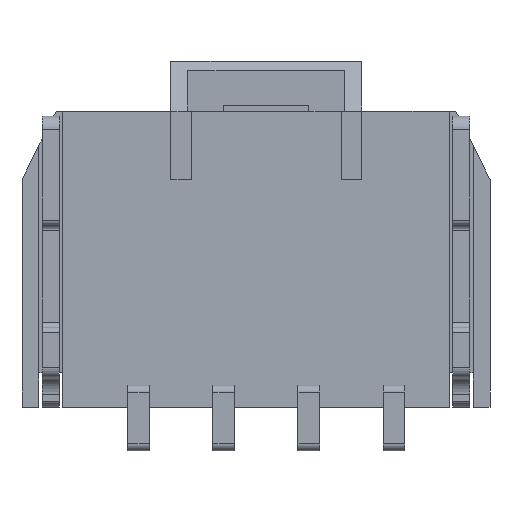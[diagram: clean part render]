
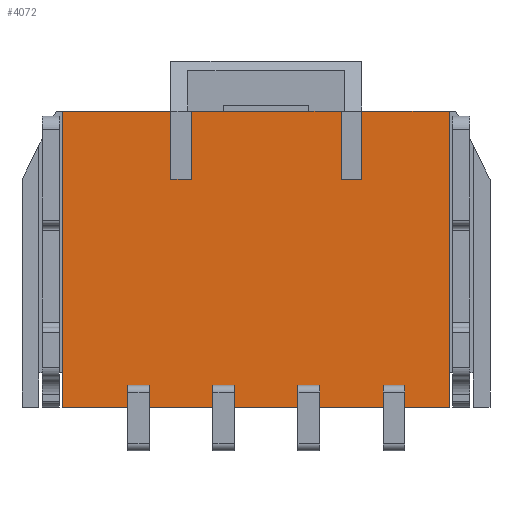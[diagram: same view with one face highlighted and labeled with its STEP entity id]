
A CAD part, front view. The second image highlights one B-rep face of the part: STEP entity #4072.
In plain terms, the highlighted planar face has unit normal (0, -1, 0).
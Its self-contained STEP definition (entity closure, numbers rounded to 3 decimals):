
#33=DIRECTION('',(1.,0.,0.));
#34=VECTOR('',#33,0.6);
#35=CARTESIAN_POINT('',(-2.5,-1.74,2.345));
#36=LINE('',#35,#34);
#37=DIRECTION('',(0.,0.,-1.));
#38=VECTOR('',#37,2.);
#39=CARTESIAN_POINT('',(-1.9,-1.74,4.345));
#40=LINE('',#39,#38);
#41=DIRECTION('',(1.,0.,0.));
#42=VECTOR('',#41,4.4);
#43=CARTESIAN_POINT('',(-1.9,-1.74,4.345));
#44=LINE('',#43,#42);
#45=DIRECTION('',(0.,0.,-1.));
#46=VECTOR('',#45,2.);
#47=CARTESIAN_POINT('',(2.5,-1.74,4.345));
#48=LINE('',#47,#46);
#49=DIRECTION('',(1.,0.,0.));
#50=VECTOR('',#49,0.6);
#51=CARTESIAN_POINT('',(2.5,-1.74,2.345));
#52=LINE('',#51,#50);
#53=DIRECTION('',(0.,0.,-1.));
#54=VECTOR('',#53,2.);
#55=CARTESIAN_POINT('',(3.1,-1.74,4.345));
#56=LINE('',#55,#54);
#57=DIRECTION('',(1.,0.,0.));
#58=VECTOR('',#57,2.575);
#59=CARTESIAN_POINT('',(3.1,-1.74,4.345));
#60=LINE('',#59,#58);
#61=DIRECTION('',(0.,0.,-1.));
#62=VECTOR('',#61,8.69);
#63=CARTESIAN_POINT('',(5.675,-1.74,4.345));
#64=LINE('',#63,#62);
#65=DIRECTION('',(-1.,0.,0.));
#66=VECTOR('',#65,1.308);
#67=CARTESIAN_POINT('',(5.675,-1.74,-4.345));
#68=LINE('',#67,#66);
#69=DIRECTION('',(0.,0.,1.));
#70=VECTOR('',#69,0.638);
#71=CARTESIAN_POINT('',(4.368,-1.74,-4.345));
#72=LINE('',#71,#70);
#73=DIRECTION('',(-1.,0.,0.));
#74=VECTOR('',#73,0.635);
#75=CARTESIAN_POINT('',(4.368,-1.74,-3.707));
#76=LINE('',#75,#74);
#77=DIRECTION('',(0.,0.,1.));
#78=VECTOR('',#77,0.638);
#79=CARTESIAN_POINT('',(3.733,-1.74,-4.345));
#80=LINE('',#79,#78);
#81=DIRECTION('',(-1.,0.,0.));
#82=VECTOR('',#81,1.865);
#83=CARTESIAN_POINT('',(3.733,-1.74,-4.345));
#84=LINE('',#83,#82);
#85=DIRECTION('',(0.,0.,1.));
#86=VECTOR('',#85,0.638);
#87=CARTESIAN_POINT('',(1.868,-1.74,-4.345));
#88=LINE('',#87,#86);
#89=DIRECTION('',(-1.,0.,0.));
#90=VECTOR('',#89,0.635);
#91=CARTESIAN_POINT('',(1.868,-1.74,-3.707));
#92=LINE('',#91,#90);
#93=DIRECTION('',(0.,0.,1.));
#94=VECTOR('',#93,0.638);
#95=CARTESIAN_POINT('',(1.233,-1.74,-4.345));
#96=LINE('',#95,#94);
#97=DIRECTION('',(-1.,0.,0.));
#98=VECTOR('',#97,1.865);
#99=CARTESIAN_POINT('',(1.233,-1.74,-4.345));
#100=LINE('',#99,#98);
#101=DIRECTION('',(0.,0.,1.));
#102=VECTOR('',#101,0.638);
#103=CARTESIAN_POINT('',(-0.633,-1.74,-4.345));
#104=LINE('',#103,#102);
#105=DIRECTION('',(-1.,0.,0.));
#106=VECTOR('',#105,0.635);
#107=CARTESIAN_POINT('',(-0.633,-1.74,-3.707));
#108=LINE('',#107,#106);
#109=DIRECTION('',(0.,0.,1.));
#110=VECTOR('',#109,0.638);
#111=CARTESIAN_POINT('',(-1.268,-1.74,-4.345));
#112=LINE('',#111,#110);
#113=DIRECTION('',(-1.,0.,0.));
#114=VECTOR('',#113,1.865);
#115=CARTESIAN_POINT('',(-1.268,-1.74,-4.345));
#116=LINE('',#115,#114);
#117=DIRECTION('',(0.,0.,1.));
#118=VECTOR('',#117,0.638);
#119=CARTESIAN_POINT('',(-3.133,-1.74,-4.345));
#120=LINE('',#119,#118);
#121=DIRECTION('',(-1.,0.,0.));
#122=VECTOR('',#121,0.635);
#123=CARTESIAN_POINT('',(-3.133,-1.74,-3.707));
#124=LINE('',#123,#122);
#125=DIRECTION('',(0.,0.,1.));
#126=VECTOR('',#125,0.638);
#127=CARTESIAN_POINT('',(-3.768,-1.74,-4.345));
#128=LINE('',#127,#126);
#129=DIRECTION('',(-1.,0.,0.));
#130=VECTOR('',#129,1.908);
#131=CARTESIAN_POINT('',(-3.768,-1.74,-4.345));
#132=LINE('',#131,#130);
#133=DIRECTION('',(0.,0.,-1.));
#134=VECTOR('',#133,8.69);
#135=CARTESIAN_POINT('',(-5.675,-1.74,4.345));
#136=LINE('',#135,#134);
#137=DIRECTION('',(1.,0.,0.));
#138=VECTOR('',#137,3.175);
#139=CARTESIAN_POINT('',(-5.675,-1.74,4.345));
#140=LINE('',#139,#138);
#141=DIRECTION('',(0.,0.,-1.));
#142=VECTOR('',#141,2.);
#143=CARTESIAN_POINT('',(-2.5,-1.74,4.345));
#144=LINE('',#143,#142);
#3173=CARTESIAN_POINT('',(4.368,-1.74,-4.345));
#3174=CARTESIAN_POINT('',(4.368,-1.74,-3.707));
#3175=VERTEX_POINT('',#3173);
#3176=VERTEX_POINT('',#3174);
#3177=CARTESIAN_POINT('',(3.733,-1.74,-4.345));
#3178=CARTESIAN_POINT('',(3.733,-1.74,-3.707));
#3179=VERTEX_POINT('',#3177);
#3180=VERTEX_POINT('',#3178);
#3273=CARTESIAN_POINT('',(1.868,-1.74,-4.345));
#3274=CARTESIAN_POINT('',(1.868,-1.74,-3.707));
#3275=VERTEX_POINT('',#3273);
#3276=VERTEX_POINT('',#3274);
#3277=CARTESIAN_POINT('',(1.233,-1.74,-4.345));
#3278=CARTESIAN_POINT('',(1.233,-1.74,-3.707));
#3279=VERTEX_POINT('',#3277);
#3280=VERTEX_POINT('',#3278);
#3373=CARTESIAN_POINT('',(-0.633,-1.74,-4.345));
#3374=CARTESIAN_POINT('',(-0.633,-1.74,-3.707));
#3375=VERTEX_POINT('',#3373);
#3376=VERTEX_POINT('',#3374);
#3377=CARTESIAN_POINT('',(-1.268,-1.74,-4.345));
#3378=CARTESIAN_POINT('',(-1.268,-1.74,-3.707));
#3379=VERTEX_POINT('',#3377);
#3380=VERTEX_POINT('',#3378);
#3457=CARTESIAN_POINT('',(-3.133,-1.74,-4.345));
#3458=CARTESIAN_POINT('',(-3.133,-1.74,-3.707));
#3459=VERTEX_POINT('',#3457);
#3460=VERTEX_POINT('',#3458);
#3461=CARTESIAN_POINT('',(-3.768,-1.74,-4.345));
#3462=CARTESIAN_POINT('',(-3.768,-1.74,-3.707));
#3463=VERTEX_POINT('',#3461);
#3464=VERTEX_POINT('',#3462);
#3737=CARTESIAN_POINT('',(5.675,-1.74,4.345));
#3738=CARTESIAN_POINT('',(5.675,-1.74,-4.345));
#3739=VERTEX_POINT('',#3737);
#3740=VERTEX_POINT('',#3738);
#3903=CARTESIAN_POINT('',(-5.675,-1.74,4.345));
#3904=CARTESIAN_POINT('',(-5.675,-1.74,-4.345));
#3905=VERTEX_POINT('',#3903);
#3906=VERTEX_POINT('',#3904);
#3961=CARTESIAN_POINT('',(-2.5,-1.74,2.345));
#3962=CARTESIAN_POINT('',(-1.9,-1.74,2.345));
#3963=VERTEX_POINT('',#3961);
#3964=VERTEX_POINT('',#3962);
#3965=CARTESIAN_POINT('',(2.5,-1.74,2.345));
#3966=CARTESIAN_POINT('',(3.1,-1.74,2.345));
#3967=VERTEX_POINT('',#3965);
#3968=VERTEX_POINT('',#3966);
#3969=CARTESIAN_POINT('',(-2.5,-1.74,4.345));
#3970=VERTEX_POINT('',#3969);
#3971=CARTESIAN_POINT('',(-1.9,-1.74,4.345));
#3972=VERTEX_POINT('',#3971);
#3973=CARTESIAN_POINT('',(2.5,-1.74,4.345));
#3974=VERTEX_POINT('',#3973);
#3975=CARTESIAN_POINT('',(3.1,-1.74,4.345));
#3976=VERTEX_POINT('',#3975);
#4009=CARTESIAN_POINT('',(0.,-1.74,0.));
#4010=DIRECTION('',(0.,1.,0.));
#4011=DIRECTION('',(1.,0.,0.));
#4012=AXIS2_PLACEMENT_3D('',#4009,#4010,#4011);
#4013=PLANE('',#4012);
#4015=ORIENTED_EDGE('',*,*,#4014,.T.);
#4017=ORIENTED_EDGE('',*,*,#4016,.F.);
#4019=ORIENTED_EDGE('',*,*,#4018,.T.);
#4021=ORIENTED_EDGE('',*,*,#4020,.T.);
#4023=ORIENTED_EDGE('',*,*,#4022,.T.);
#4025=ORIENTED_EDGE('',*,*,#4024,.F.);
#4027=ORIENTED_EDGE('',*,*,#4026,.T.);
#4029=ORIENTED_EDGE('',*,*,#4028,.T.);
#4031=ORIENTED_EDGE('',*,*,#4030,.T.);
#4033=ORIENTED_EDGE('',*,*,#4032,.T.);
#4035=ORIENTED_EDGE('',*,*,#4034,.T.);
#4037=ORIENTED_EDGE('',*,*,#4036,.F.);
#4039=ORIENTED_EDGE('',*,*,#4038,.T.);
#4041=ORIENTED_EDGE('',*,*,#4040,.T.);
#4043=ORIENTED_EDGE('',*,*,#4042,.T.);
#4045=ORIENTED_EDGE('',*,*,#4044,.F.);
#4047=ORIENTED_EDGE('',*,*,#4046,.T.);
#4049=ORIENTED_EDGE('',*,*,#4048,.T.);
#4051=ORIENTED_EDGE('',*,*,#4050,.T.);
#4053=ORIENTED_EDGE('',*,*,#4052,.F.);
#4055=ORIENTED_EDGE('',*,*,#4054,.T.);
#4057=ORIENTED_EDGE('',*,*,#4056,.T.);
#4059=ORIENTED_EDGE('',*,*,#4058,.T.);
#4061=ORIENTED_EDGE('',*,*,#4060,.F.);
#4063=ORIENTED_EDGE('',*,*,#4062,.T.);
#4065=ORIENTED_EDGE('',*,*,#4064,.F.);
#4067=ORIENTED_EDGE('',*,*,#4066,.T.);
#4069=ORIENTED_EDGE('',*,*,#4068,.T.);
#4070=EDGE_LOOP('',(#4015,#4017,#4019,#4021,#4023,#4025,#4027,#4029,#4031,#4033,
#4035,#4037,#4039,#4041,#4043,#4045,#4047,#4049,#4051,#4053,#4055,#4057,#4059,
#4061,#4063,#4065,#4067,#4069));
#4071=FACE_OUTER_BOUND('',#4070,.F.);
#4072=ADVANCED_FACE('',(#4071),#4013,.F.);
#4014=EDGE_CURVE('',#3963,#3964,#36,.T.);
#4016=EDGE_CURVE('',#3972,#3964,#40,.T.);
#4018=EDGE_CURVE('',#3972,#3974,#44,.T.);
#4020=EDGE_CURVE('',#3974,#3967,#48,.T.);
#4022=EDGE_CURVE('',#3967,#3968,#52,.T.);
#4024=EDGE_CURVE('',#3976,#3968,#56,.T.);
#4026=EDGE_CURVE('',#3976,#3739,#60,.T.);
#4028=EDGE_CURVE('',#3739,#3740,#64,.T.);
#4030=EDGE_CURVE('',#3740,#3175,#68,.T.);
#4032=EDGE_CURVE('',#3175,#3176,#72,.T.);
#4034=EDGE_CURVE('',#3176,#3180,#76,.T.);
#4036=EDGE_CURVE('',#3179,#3180,#80,.T.);
#4038=EDGE_CURVE('',#3179,#3275,#84,.T.);
#4040=EDGE_CURVE('',#3275,#3276,#88,.T.);
#4042=EDGE_CURVE('',#3276,#3280,#92,.T.);
#4044=EDGE_CURVE('',#3279,#3280,#96,.T.);
#4046=EDGE_CURVE('',#3279,#3375,#100,.T.);
#4048=EDGE_CURVE('',#3375,#3376,#104,.T.);
#4050=EDGE_CURVE('',#3376,#3380,#108,.T.);
#4052=EDGE_CURVE('',#3379,#3380,#112,.T.);
#4054=EDGE_CURVE('',#3379,#3459,#116,.T.);
#4056=EDGE_CURVE('',#3459,#3460,#120,.T.);
#4058=EDGE_CURVE('',#3460,#3464,#124,.T.);
#4060=EDGE_CURVE('',#3463,#3464,#128,.T.);
#4062=EDGE_CURVE('',#3463,#3906,#132,.T.);
#4064=EDGE_CURVE('',#3905,#3906,#136,.T.);
#4066=EDGE_CURVE('',#3905,#3970,#140,.T.);
#4068=EDGE_CURVE('',#3970,#3963,#144,.T.);
